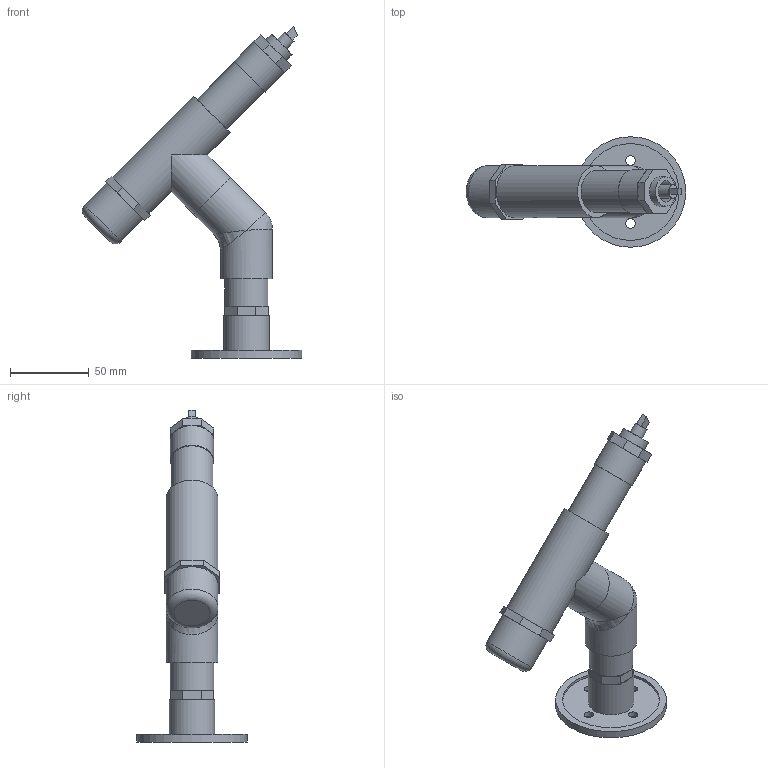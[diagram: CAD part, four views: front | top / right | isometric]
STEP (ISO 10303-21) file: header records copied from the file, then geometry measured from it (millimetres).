
FILE_DESCRIPTION(/* description */ ('STEP AP242','CAx-IF Rec.Pracs.---Representation and Presentation of Product Manufacturing Information (PMI)---4.0---2014-10-13','CAx-IF Rec.Pracs.---3D Tessellated Geometry---0.4---2014-09-14','2;1'),/* implementation_level */ '2;1');
FILE_NAME(/* name */ '64149c64ab6cdb46d32510ee',/* time_stamp */ '2023-03-17T16:59:17+00:00',/* author */ (''),/* organization */ (''),/* preprocessor_version */ 'ST-DEVELOPER v18.102',/* originating_system */ ' ',/* authorisation */ ' ');
FILE_SCHEMA (('AP242_MANAGED_MODEL_BASED_3D_ENGINEERING_MIM_LF { 1 0 10303 442 1 1 4 }'));
Length unit declared in the file: metre
Products named in the file (13): Part 13; Part 12; Part 11; Part 10; Part 9; Part 8; Part 7; Part 6; Part 5; Part 4; Part 3; Part 2; Part 1
Bounding box: 139.69 x 70.33 x 211.33 mm (x, y, z)
Volume: 153900.1 mm3; surface area: 99363.8 mm2
Topology: 13 solids, 13 shells, 162 faces, 365 edges, 238 vertices
Faces by surface type: plane 108, cylinder 49, torus 2, bspline 2, cone 1
Full cylindrical faces by diameter (mm): 6 x4, 8.7 x1, 13.6 x2, 17.92 x2, 18.6 x4, 18.97 x1, 21.4 x8, 26.65 x9, 27.76 x2, 28.9 x1, 33 x5, 61.67 x1, 70.33 x1
Entity records: 5116 total; most frequent: CARTESIAN_POINT 1175, DIRECTION 750, ORIENTED_EDGE 624, EDGE_CURVE 312, AXIS2_PLACEMENT_3D 277, EDGE_LOOP 252, FACE_BOUND 252, VERTEX_POINT 234
